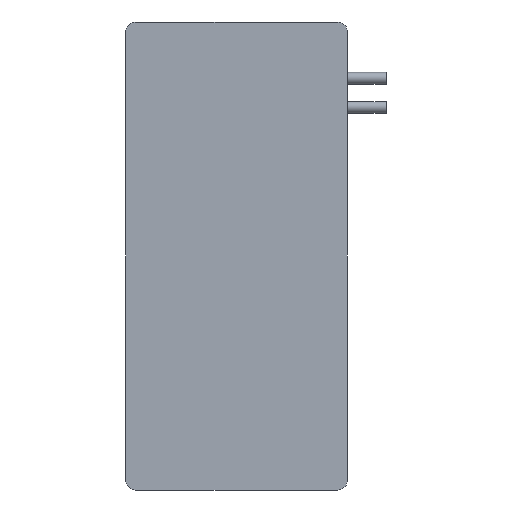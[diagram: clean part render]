
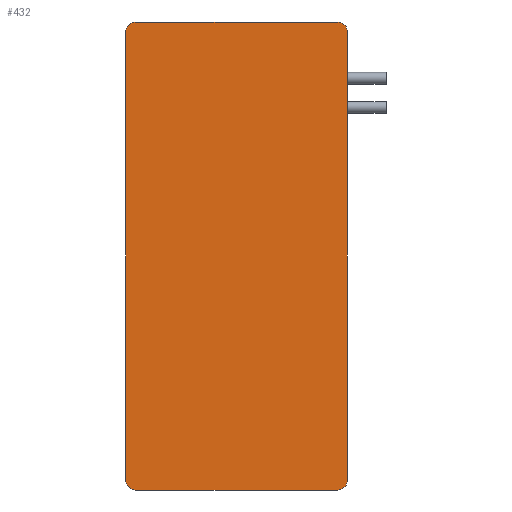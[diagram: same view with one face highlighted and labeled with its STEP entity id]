
A CAD part, front view. The second image highlights one B-rep face of the part: STEP entity #432.
In plain terms, the highlighted planar face has unit normal (0, -1, 0).
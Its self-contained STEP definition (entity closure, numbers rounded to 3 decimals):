
#18=LINE('',#649,#50);
#36=LINE('',#706,#68);
#40=LINE('',#721,#72);
#44=LINE('',#732,#76);
#50=VECTOR('',#522,115.57);
#68=VECTOR('',#580,52.07);
#72=VECTOR('',#598,52.07);
#76=VECTOR('',#610,115.57);
#92=PLANE('',#483);
#128=FACE_OUTER_BOUND('',#164,.T.);
#164=EDGE_LOOP('',(#383,#384,#385,#386,#387,#388,#389,#390));
#179=CIRCLE('',#468,2.54);
#181=CIRCLE('',#472,2.54);
#183=CIRCLE('',#475,2.54);
#185=CIRCLE('',#479,2.54);
#197=VERTEX_POINT('',#647);
#198=VERTEX_POINT('',#648);
#213=VERTEX_POINT('',#696);
#214=VERTEX_POINT('',#697);
#217=VERTEX_POINT('',#705);
#219=VERTEX_POINT('',#714);
#221=VERTEX_POINT('',#720);
#223=VERTEX_POINT('',#726);
#235=EDGE_CURVE('',#197,#198,#18,.T.);
#259=EDGE_CURVE('',#213,#214,#179,.T.);
#263=EDGE_CURVE('',#217,#213,#36,.T.);
#266=EDGE_CURVE('',#198,#217,#181,.T.);
#268=EDGE_CURVE('',#219,#197,#183,.T.);
#271=EDGE_CURVE('',#221,#219,#40,.T.);
#274=EDGE_CURVE('',#223,#221,#185,.T.);
#277=EDGE_CURVE('',#214,#223,#44,.T.);
#383=ORIENTED_EDGE('',*,*,#277,.F.);
#384=ORIENTED_EDGE('',*,*,#259,.F.);
#385=ORIENTED_EDGE('',*,*,#263,.F.);
#386=ORIENTED_EDGE('',*,*,#266,.F.);
#387=ORIENTED_EDGE('',*,*,#235,.F.);
#388=ORIENTED_EDGE('',*,*,#268,.F.);
#389=ORIENTED_EDGE('',*,*,#271,.F.);
#390=ORIENTED_EDGE('',*,*,#274,.F.);
#432=ADVANCED_FACE('',(#128),#92,.F.);
#468=AXIS2_PLACEMENT_3D('',#698,#572,#573);
#472=AXIS2_PLACEMENT_3D('',#711,#585,#586);
#475=AXIS2_PLACEMENT_3D('',#715,#591,#592);
#479=AXIS2_PLACEMENT_3D('',#727,#603,#604);
#483=AXIS2_PLACEMENT_3D('',#735,#614,#615);
#522=DIRECTION('',(0.,0.,1.));
#572=DIRECTION('center_axis',(0.,1.,0.));
#573=DIRECTION('ref_axis',(0.,0.,1.));
#580=DIRECTION('',(1.,0.,0.));
#585=DIRECTION('center_axis',(0.,1.,0.));
#586=DIRECTION('ref_axis',(-1.,0.,0.));
#591=DIRECTION('center_axis',(0.,1.,0.));
#592=DIRECTION('ref_axis',(0.,0.,-1.));
#598=DIRECTION('',(-1.,0.,0.));
#603=DIRECTION('center_axis',(0.,1.,0.));
#604=DIRECTION('ref_axis',(1.,0.,0.));
#610=DIRECTION('',(0.,0.,-1.));
#614=DIRECTION('center_axis',(0.,1.,0.));
#615=DIRECTION('ref_axis',(0.,0.,1.));
#647=CARTESIAN_POINT('',(0.,0.,-118.11));
#648=CARTESIAN_POINT('',(0.,0.,-2.54));
#649=CARTESIAN_POINT('',(0.,0.,-118.11));
#696=CARTESIAN_POINT('',(54.61,0.,0.));
#697=CARTESIAN_POINT('',(57.15,0.,-2.54));
#698=CARTESIAN_POINT('Origin',(54.61,0.,-2.54));
#705=CARTESIAN_POINT('',(2.54,0.,0.));
#706=CARTESIAN_POINT('',(2.54,0.,0.));
#711=CARTESIAN_POINT('Origin',(2.54,0.,-2.54));
#714=CARTESIAN_POINT('',(2.54,0.,-120.65));
#715=CARTESIAN_POINT('Origin',(2.54,0.,-118.11));
#720=CARTESIAN_POINT('',(54.61,0.,-120.65));
#721=CARTESIAN_POINT('',(54.61,0.,-120.65));
#726=CARTESIAN_POINT('',(57.15,0.,-118.11));
#727=CARTESIAN_POINT('Origin',(54.61,0.,-118.11));
#732=CARTESIAN_POINT('',(57.15,0.,-2.54));
#735=CARTESIAN_POINT('Origin',(28.575,0.,-60.325));
